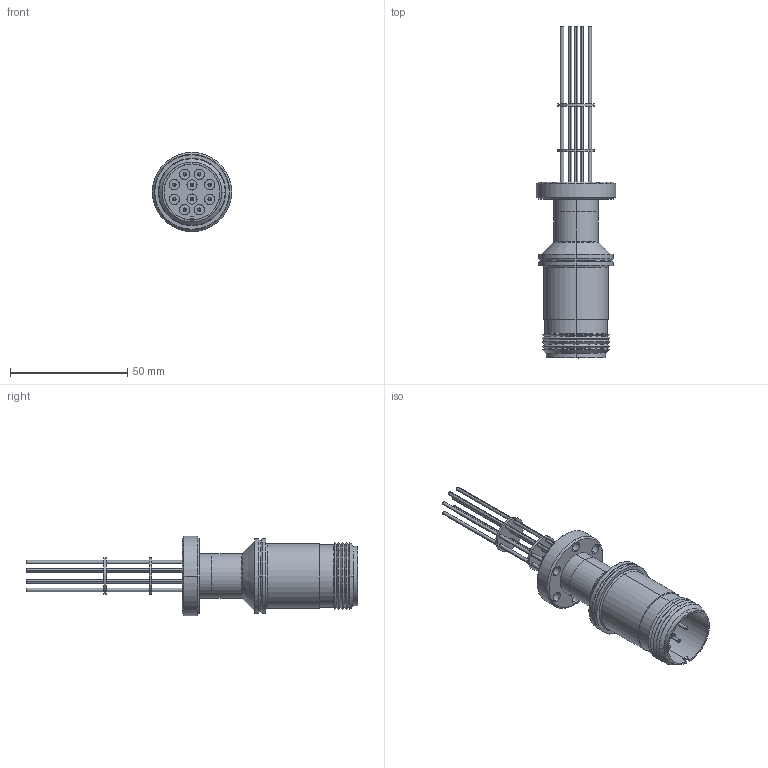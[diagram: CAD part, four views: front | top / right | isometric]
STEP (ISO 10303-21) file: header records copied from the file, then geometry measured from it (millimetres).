
FILE_DESCRIPTION (( 'STEP AP214' ), '1' );
FILE_NAME ('420XTK016-5-S.step', '2017-07-10T09:42:02', ( 'install' ), ( '' ), 'SwSTEP 2.0', 'SolidWorks 2015', '' );
FILE_SCHEMA (( 'AUTOMOTIVE_DESIGN' ));
Length unit declared in the file: inch
Products named in the file (1): 420XTK016-5-S
Bounding box: 33.78 x 141.48 x 33.78 mm (x, y, z)
Volume: 17125.7 mm3; surface area: 25387.7 mm2
Topology: 1 solids, 1 shells, 431 faces, 1064 edges, 705 vertices
Faces by surface type: cylinder 226, torus 89, plane 84, cone 30, bspline 2
Entity records: 14515 total; most frequent: CARTESIAN_POINT 3673, DIRECTION 2490, ORIENTED_EDGE 2128, AXIS2_PLACEMENT_3D 1107, EDGE_CURVE 1064, VERTEX_POINT 705, CIRCLE 677, EDGE_LOOP 557
